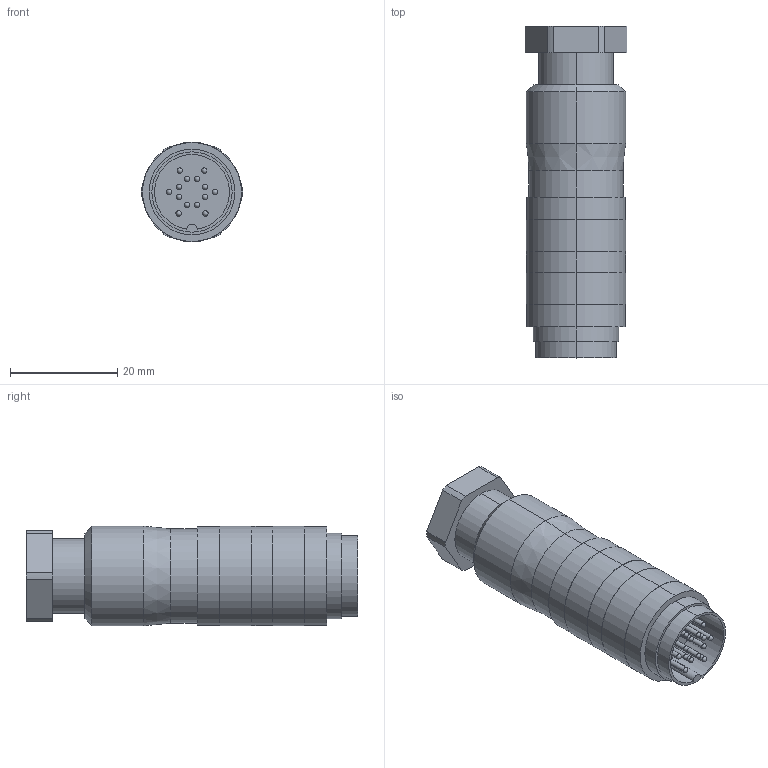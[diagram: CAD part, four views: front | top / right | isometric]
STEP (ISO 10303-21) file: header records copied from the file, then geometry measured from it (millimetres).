
FILE_DESCRIPTION((''),'2;1');
FILE_NAME('99-5651-15-14.stp','2005-04-22T10:04:46',('generator'),(''),'Autodesk Inventor 7','Autodesk Inventor 7','');
FILE_SCHEMA(('AUTOMOTIVE_DESIGN { 1 0 10303 214 1 1 1 1 }'));
Length unit declared in the file: millimetre
Products named in the file (1): 99-5651-15-14
Bounding box: 19 x 62 x 18.6 mm (x, y, z)
Volume: 13573.6 mm3; surface area: 5120.3 mm2
Topology: 1 solids, 1 shells, 98 faces, 261 edges, 162 vertices
Faces by surface type: cylinder 59, plane 19, sphere 14, cone 6
Entity records: 2690 total; most frequent: DIRECTION 525, CARTESIAN_POINT 438, ORIENTED_EDGE 410, AXIS2_PLACEMENT_3D 221, EDGE_CURVE 205, VERTEX_POINT 134, EDGE_LOOP 123, CIRCLE 122
